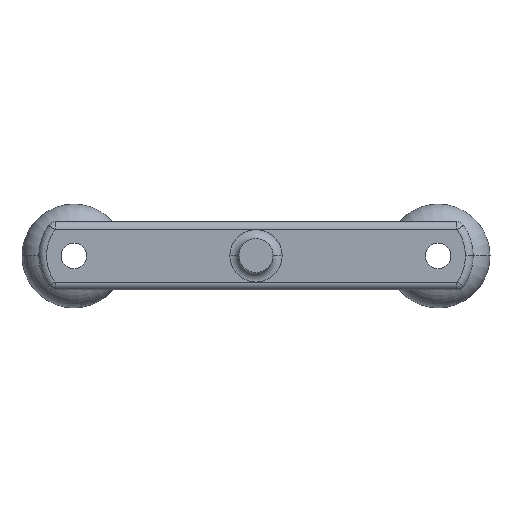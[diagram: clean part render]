
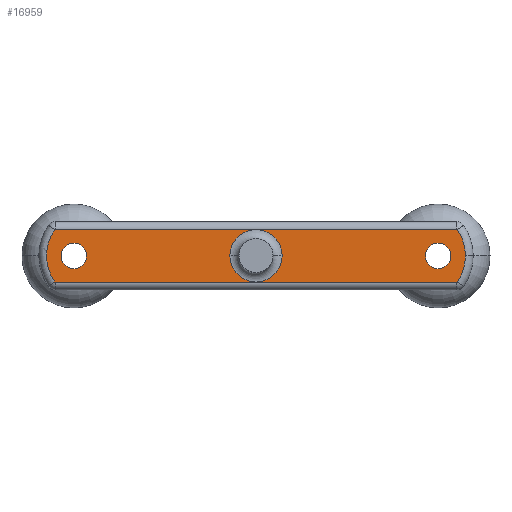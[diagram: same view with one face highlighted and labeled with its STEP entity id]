
A CAD part, top view. The second image highlights one B-rep face of the part: STEP entity #16959.
In plain terms, the highlighted planar face has unit normal (0, 0, 1).
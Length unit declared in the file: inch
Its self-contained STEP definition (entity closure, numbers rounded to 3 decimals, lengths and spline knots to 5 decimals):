
#128 = DIRECTION ( 'NONE',  ( 0., 0., 1. ) ) ;
#219 = DIRECTION ( 'NONE',  ( 1., 0., 0. ) ) ;
#256 = AXIS2_PLACEMENT_3D ( 'NONE', #7687, #7872, #5181 ) ;
#414 = AXIS2_PLACEMENT_3D ( 'NONE', #16304, #6082, #9246 ) ;
#562 = AXIS2_PLACEMENT_3D ( 'NONE', #11360, #5692, #219 ) ;
#637 = ORIENTED_EDGE ( 'NONE', *, *, #905, .T. ) ;
#905 = EDGE_CURVE ( 'NONE', #16251, #8092, #7526, .T. ) ;
#1160 = DIRECTION ( 'NONE',  ( 0., 0., 1. ) ) ;
#1256 = CARTESIAN_POINT ( 'NONE',  ( 1.86, 0., 0.09 ) ) ;
#1325 = CARTESIAN_POINT ( 'NONE',  ( -1.86, 0., 0.09 ) ) ;
#1541 = VERTEX_POINT ( 'NONE', #1256 ) ;
#1628 = AXIS2_PLACEMENT_3D ( 'NONE', #7454, #16091, #4853 ) ;
#1771 = VERTEX_POINT ( 'NONE', #8291 ) ;
#2457 = DIRECTION ( 'NONE',  ( 1., 0., 0. ) ) ;
#2492 = CARTESIAN_POINT ( 'NONE',  ( 1.795, 0., 0.09 ) ) ;
#2649 = CIRCLE ( 'NONE', #9175, 0.005 ) ;
#2721 = DIRECTION ( 'NONE',  ( 1., 0., 0. ) ) ;
#2815 = VERTEX_POINT ( 'NONE', #10481 ) ;
#2977 = EDGE_CURVE ( 'NONE', #12504, #9400, #9297, .T. ) ;
#3226 = VERTEX_POINT ( 'NONE', #13698 ) ;
#3416 = FACE_BOUND ( 'NONE', #13613, .T. ) ;
#3508 = ORIENTED_EDGE ( 'NONE', *, *, #16286, .F. ) ;
#3534 = VERTEX_POINT ( 'NONE', #10983 ) ;
#3549 = VERTEX_POINT ( 'NONE', #1325 ) ;
#3857 = CARTESIAN_POINT ( 'NONE',  ( -1.795, 0., 0.09 ) ) ;
#3894 = DIRECTION ( 'NONE',  ( 0., 0., 1. ) ) ;
#3960 = AXIS2_PLACEMENT_3D ( 'NONE', #2492, #3894, #11212 ) ;
#3968 = CARTESIAN_POINT ( 'NONE',  ( 2.14, 0., 0.09 ) ) ;
#4091 = CIRCLE ( 'NONE', #256, 0.14 ) ;
#4345 = ORIENTED_EDGE ( 'NONE', *, *, #14084, .T. ) ;
#4439 = CIRCLE ( 'NONE', #14821, 0.2875 ) ;
#4853 = DIRECTION ( 'NONE',  ( 1., 0., 0. ) ) ;
#5015 = ORIENTED_EDGE ( 'NONE', *, *, #18052, .T. ) ;
#5093 = DIRECTION ( 'NONE',  ( 0., 0., 1. ) ) ;
#5104 = ORIENTED_EDGE ( 'NONE', *, *, #14016, .T. ) ;
#5181 = DIRECTION ( 'NONE',  ( 1., 0., 0. ) ) ;
#5226 = VERTEX_POINT ( 'NONE', #3968 ) ;
#5524 = EDGE_CURVE ( 'NONE', #8092, #12071, #17047, .T. ) ;
#5538 = CARTESIAN_POINT ( 'NONE',  ( 2.3, 0., 0.09 ) ) ;
#5566 = CARTESIAN_POINT ( 'NONE',  ( 0., 0., 0.09 ) ) ;
#5681 = EDGE_CURVE ( 'NONE', #1771, #3534, #9927, .T. ) ;
#5692 = DIRECTION ( 'NONE',  ( 0., 0., 1. ) ) ;
#6009 = EDGE_CURVE ( 'NONE', #12902, #16251, #15891, .T. ) ;
#6034 = VERTEX_POINT ( 'NONE', #9012 ) ;
#6082 = DIRECTION ( 'NONE',  ( 0., 0., 1. ) ) ;
#6192 = DIRECTION ( 'NONE',  ( 1., 0., 0. ) ) ;
#6421 = DIRECTION ( 'NONE',  ( 1., 0., 0. ) ) ;
#6494 = AXIS2_PLACEMENT_3D ( 'NONE', #12843, #11271, #2721 ) ;
#6778 = VERTEX_POINT ( 'NONE', #13699 ) ;
#6806 = CIRCLE ( 'NONE', #8882, 0.14 ) ;
#6826 = DIRECTION ( 'NONE',  ( 1., 0., 0. ) ) ;
#6955 = CARTESIAN_POINT ( 'NONE',  ( -2.20993, -0.28785, 0.09 ) ) ;
#7021 = AXIS2_PLACEMENT_3D ( 'NONE', #9576, #15057, #18122 ) ;
#7173 = CARTESIAN_POINT ( 'NONE',  ( 2.20582, 0.285, 0.09 ) ) ;
#7454 = CARTESIAN_POINT ( 'NONE',  ( 2.20582, -0.285, 0.09 ) ) ;
#7496 = PLANE ( 'NONE',  #11235 ) ;
#7526 = CIRCLE ( 'NONE', #414, 0.005 ) ;
#7687 = CARTESIAN_POINT ( 'NONE',  ( -2., 0., 0.09 ) ) ;
#7790 = ORIENTED_EDGE ( 'NONE', *, *, #2977, .T. ) ;
#7872 = DIRECTION ( 'NONE',  ( 0., 0., 1. ) ) ;
#7887 = DIRECTION ( 'NONE',  ( 1., 0., 0. ) ) ;
#8081 = EDGE_CURVE ( 'NONE', #2815, #3226, #14435, .T. ) ;
#8092 = VERTEX_POINT ( 'NONE', #15425 ) ;
#8291 = CARTESIAN_POINT ( 'NONE',  ( 2.20582, -0.29, 0.09 ) ) ;
#8314 = ORIENTED_EDGE ( 'NONE', *, *, #8081, .T. ) ;
#8574 = CIRCLE ( 'NONE', #562, 0.14 ) ;
#8597 = CARTESIAN_POINT ( 'NONE',  ( -2.20582, 0.29, 0.09 ) ) ;
#8882 = AXIS2_PLACEMENT_3D ( 'NONE', #13879, #1160, #6826 ) ;
#9012 = CARTESIAN_POINT ( 'NONE',  ( -2.14, 0., 0.09 ) ) ;
#9175 = AXIS2_PLACEMENT_3D ( 'NONE', #7173, #128, #15816 ) ;
#9215 = DIRECTION ( 'NONE',  ( 0., 0., 1. ) ) ;
#9246 = DIRECTION ( 'NONE',  ( 1., 0., 0. ) ) ;
#9297 = CIRCLE ( 'NONE', #3960, 0.505 ) ;
#9400 = VERTEX_POINT ( 'NONE', #18215 ) ;
#9472 = VECTOR ( 'NONE', #7887, 39.37008 ) ;
#9576 = CARTESIAN_POINT ( 'NONE',  ( 0., 0., 0.09 ) ) ;
#9927 = CIRCLE ( 'NONE', #1628, 0.005 ) ;
#9938 = DIRECTION ( 'NONE',  ( 1., 0., 0. ) ) ;
#10380 = CIRCLE ( 'NONE', #11267, 0.005 ) ;
#10481 = CARTESIAN_POINT ( 'NONE',  ( -0.2875, 0., 0.09 ) ) ;
#10495 = DIRECTION ( 'NONE',  ( -1., 0., 0. ) ) ;
#10516 = AXIS2_PLACEMENT_3D ( 'NONE', #3857, #13869, #2457 ) ;
#10685 = AXIS2_PLACEMENT_3D ( 'NONE', #11811, #9215, #6421 ) ;
#10983 = CARTESIAN_POINT ( 'NONE',  ( 2.20993, -0.28785, 0.09 ) ) ;
#11212 = DIRECTION ( 'NONE',  ( 1., 0., 0. ) ) ;
#11234 = DIRECTION ( 'NONE',  ( 0., 0., -1. ) ) ;
#11235 = AXIS2_PLACEMENT_3D ( 'NONE', #14743, #11772, #6192 ) ;
#11267 = AXIS2_PLACEMENT_3D ( 'NONE', #12337, #5093, #14935 ) ;
#11271 = DIRECTION ( 'NONE',  ( 0., 0., 1. ) ) ;
#11360 = CARTESIAN_POINT ( 'NONE',  ( -2., 0., 0.09 ) ) ;
#11455 = ORIENTED_EDGE ( 'NONE', *, *, #16587, .T. ) ;
#11549 = ORIENTED_EDGE ( 'NONE', *, *, #13956, .F. ) ;
#11772 = DIRECTION ( 'NONE',  ( 0., 0., 1. ) ) ;
#11811 = CARTESIAN_POINT ( 'NONE',  ( 2., 0., 0.09 ) ) ;
#11888 = CARTESIAN_POINT ( 'NONE',  ( 2.20582, -0.29, 0.09 ) ) ;
#11948 = ORIENTED_EDGE ( 'NONE', *, *, #17788, .F. ) ;
#11978 = LINE ( 'NONE', #11888, #9472 ) ;
#12071 = VERTEX_POINT ( 'NONE', #6955 ) ;
#12172 = CIRCLE ( 'NONE', #10685, 0.14 ) ;
#12295 = VECTOR ( 'NONE', #10495, 39.37008 ) ;
#12330 = EDGE_CURVE ( 'NONE', #3549, #6034, #4091, .T. ) ;
#12337 = CARTESIAN_POINT ( 'NONE',  ( -2.20582, -0.285, 0.09 ) ) ;
#12504 = VERTEX_POINT ( 'NONE', #5538 ) ;
#12736 = ORIENTED_EDGE ( 'NONE', *, *, #6009, .T. ) ;
#12843 = CARTESIAN_POINT ( 'NONE',  ( 1.795, 0., 0.09 ) ) ;
#12902 = VERTEX_POINT ( 'NONE', #15644 ) ;
#12917 = EDGE_LOOP ( 'NONE', ( #17722, #11549 ) ) ;
#13053 = ORIENTED_EDGE ( 'NONE', *, *, #15577, .T. ) ;
#13254 = FACE_BOUND ( 'NONE', #12917, .T. ) ;
#13613 = EDGE_LOOP ( 'NONE', ( #5015, #8314 ) ) ;
#13698 = CARTESIAN_POINT ( 'NONE',  ( 0.2875, 0., 0.09 ) ) ;
#13699 = CARTESIAN_POINT ( 'NONE',  ( -2.20582, -0.29, 0.09 ) ) ;
#13869 = DIRECTION ( 'NONE',  ( 0., 0., 1. ) ) ;
#13879 = CARTESIAN_POINT ( 'NONE',  ( 2., 0., 0.09 ) ) ;
#13956 = EDGE_CURVE ( 'NONE', #6034, #3549, #8574, .T. ) ;
#14016 = EDGE_CURVE ( 'NONE', #3534, #12504, #15985, .T. ) ;
#14084 = EDGE_CURVE ( 'NONE', #9400, #12902, #2649, .T. ) ;
#14401 = EDGE_LOOP ( 'NONE', ( #11948, #3508 ) ) ;
#14435 = CIRCLE ( 'NONE', #7021, 0.2875 ) ;
#14494 = EDGE_LOOP ( 'NONE', ( #13053, #11455, #15977, #5104, #7790, #4345, #12736, #637, #14515 ) ) ;
#14515 = ORIENTED_EDGE ( 'NONE', *, *, #5524, .T. ) ;
#14562 = FACE_BOUND ( 'NONE', #14401, .T. ) ;
#14650 = FACE_OUTER_BOUND ( 'NONE', #14494, .T. ) ;
#14743 = CARTESIAN_POINT ( 'NONE',  ( -1.795, 0., 0.09 ) ) ;
#14821 = AXIS2_PLACEMENT_3D ( 'NONE', #5566, #11234, #9938 ) ;
#14935 = DIRECTION ( 'NONE',  ( 1., 0., 0. ) ) ;
#15057 = DIRECTION ( 'NONE',  ( 0., 0., -1. ) ) ;
#15425 = CARTESIAN_POINT ( 'NONE',  ( -2.20993, 0.28785, 0.09 ) ) ;
#15577 = EDGE_CURVE ( 'NONE', #12071, #6778, #10380, .T. ) ;
#15644 = CARTESIAN_POINT ( 'NONE',  ( 2.20582, 0.29, 0.09 ) ) ;
#15816 = DIRECTION ( 'NONE',  ( 1., 0., 0. ) ) ;
#15891 = LINE ( 'NONE', #17561, #12295 ) ;
#15977 = ORIENTED_EDGE ( 'NONE', *, *, #5681, .T. ) ;
#15985 = CIRCLE ( 'NONE', #6494, 0.505 ) ;
#16091 = DIRECTION ( 'NONE',  ( 0., 0., 1. ) ) ;
#16251 = VERTEX_POINT ( 'NONE', #8597 ) ;
#16286 = EDGE_CURVE ( 'NONE', #1541, #5226, #12172, .T. ) ;
#16304 = CARTESIAN_POINT ( 'NONE',  ( -2.20582, 0.285, 0.09 ) ) ;
#16587 = EDGE_CURVE ( 'NONE', #6778, #1771, #11978, .T. ) ;
#16959 = ADVANCED_FACE ( 'NONE', ( #3416, #14650, #14562, #13254 ), #7496, .T. ) ;
#17047 = CIRCLE ( 'NONE', #10516, 0.505 ) ;
#17561 = CARTESIAN_POINT ( 'NONE',  ( -2.20582, 0.29, 0.09 ) ) ;
#17722 = ORIENTED_EDGE ( 'NONE', *, *, #12330, .F. ) ;
#17788 = EDGE_CURVE ( 'NONE', #5226, #1541, #6806, .T. ) ;
#18052 = EDGE_CURVE ( 'NONE', #3226, #2815, #4439, .T. ) ;
#18122 = DIRECTION ( 'NONE',  ( 1., 0., 0. ) ) ;
#18215 = CARTESIAN_POINT ( 'NONE',  ( 2.20993, 0.28785, 0.09 ) ) ;
